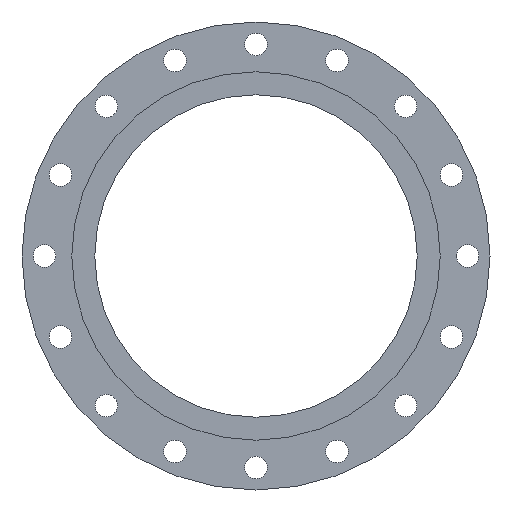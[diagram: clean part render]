
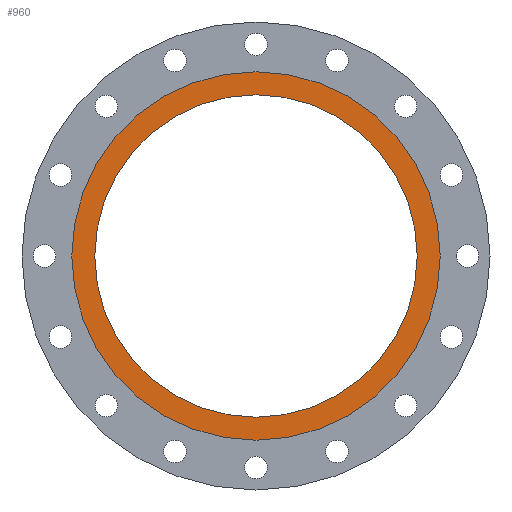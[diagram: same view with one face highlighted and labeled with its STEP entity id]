
A CAD part, left-side view. The second image highlights one B-rep face of the part: STEP entity #960.
In plain terms, the highlighted planar face has unit normal (-1, 0, 0).
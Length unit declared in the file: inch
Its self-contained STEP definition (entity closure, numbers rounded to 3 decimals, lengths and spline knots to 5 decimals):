
#134 = CIRCLE ( 'NONE', #1385, 8.09375 ) ;
#196 = EDGE_CURVE ( 'NONE', #214, #936, #668, .T. ) ;
#214 = VERTEX_POINT ( 'NONE', #1552 ) ;
#215 = EDGE_CURVE ( 'NONE', #454, #1589, #134, .T. ) ;
#260 = CARTESIAN_POINT ( 'NONE',  ( -0.14414, 0., 0. ) ) ;
#266 = AXIS2_PLACEMENT_3D ( 'NONE', #1632, #488, #422 ) ;
#384 = DIRECTION ( 'NONE',  ( -1., 0., 0. ) ) ;
#406 = CARTESIAN_POINT ( 'NONE',  ( -0.14414, 0., -8.09375 ) ) ;
#412 = DIRECTION ( 'NONE',  ( 0., 0., 1. ) ) ;
#422 = DIRECTION ( 'NONE',  ( 0., 0., 1. ) ) ;
#454 = VERTEX_POINT ( 'NONE', #406 ) ;
#488 = DIRECTION ( 'NONE',  ( -1., 0., 0. ) ) ;
#495 = AXIS2_PLACEMENT_3D ( 'NONE', #1406, #384, #412 ) ;
#543 = ORIENTED_EDGE ( 'NONE', *, *, #1210, .F. ) ;
#628 = CARTESIAN_POINT ( 'NONE',  ( -0.14414, 0., 8.09375 ) ) ;
#653 = PLANE ( 'NONE',  #1228 ) ;
#668 = CIRCLE ( 'NONE', #495, 9.25 ) ;
#683 = ORIENTED_EDGE ( 'NONE', *, *, #215, .F. ) ;
#695 = CARTESIAN_POINT ( 'NONE',  ( -0.14414, 0., 0. ) ) ;
#907 = FACE_BOUND ( 'NONE', #1504, .T. ) ;
#936 = VERTEX_POINT ( 'NONE', #1605 ) ;
#948 = ORIENTED_EDGE ( 'NONE', *, *, #1239, .T. ) ;
#960 = ADVANCED_FACE ( 'NONE', ( #1414, #907 ), #653, .T. ) ;
#1052 = CARTESIAN_POINT ( 'NONE',  ( -0.14414, 0., 0. ) ) ;
#1092 = CIRCLE ( 'NONE', #266, 8.09375 ) ;
#1136 = EDGE_LOOP ( 'NONE', ( #948, #1217 ) ) ;
#1172 = DIRECTION ( 'NONE',  ( 0., 0., 1. ) ) ;
#1176 = AXIS2_PLACEMENT_3D ( 'NONE', #695, #1301, #1172 ) ;
#1210 = EDGE_CURVE ( 'NONE', #1589, #454, #1092, .T. ) ;
#1217 = ORIENTED_EDGE ( 'NONE', *, *, #196, .T. ) ;
#1228 = AXIS2_PLACEMENT_3D ( 'NONE', #260, #1303, #1286 ) ;
#1239 = EDGE_CURVE ( 'NONE', #936, #214, #1413, .T. ) ;
#1286 = DIRECTION ( 'NONE',  ( 0., 0., 1. ) ) ;
#1301 = DIRECTION ( 'NONE',  ( -1., 0., 0. ) ) ;
#1303 = DIRECTION ( 'NONE',  ( -1., 0., 0. ) ) ;
#1306 = DIRECTION ( 'NONE',  ( 0., 0., 1. ) ) ;
#1385 = AXIS2_PLACEMENT_3D ( 'NONE', #1052, #1559, #1306 ) ;
#1406 = CARTESIAN_POINT ( 'NONE',  ( -0.14414, 0., 0. ) ) ;
#1413 = CIRCLE ( 'NONE', #1176, 9.25 ) ;
#1414 = FACE_OUTER_BOUND ( 'NONE', #1136, .T. ) ;
#1504 = EDGE_LOOP ( 'NONE', ( #543, #683 ) ) ;
#1552 = CARTESIAN_POINT ( 'NONE',  ( -0.14414, 0., -9.25 ) ) ;
#1559 = DIRECTION ( 'NONE',  ( -1., 0., 0. ) ) ;
#1589 = VERTEX_POINT ( 'NONE', #628 ) ;
#1605 = CARTESIAN_POINT ( 'NONE',  ( -0.14414, 0., 9.25 ) ) ;
#1632 = CARTESIAN_POINT ( 'NONE',  ( -0.14414, 0., 0. ) ) ;
